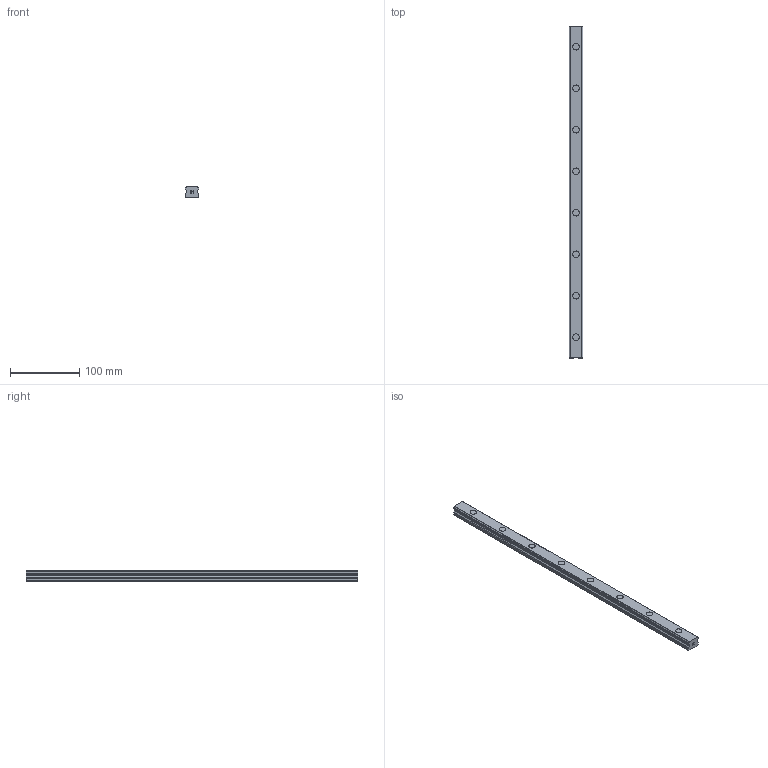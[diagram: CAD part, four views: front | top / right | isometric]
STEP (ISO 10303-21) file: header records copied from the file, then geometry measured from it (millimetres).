
FILE_DESCRIPTION(('STEP AP214'),'1');
FILE_NAME('cctmp_9E90581D-8E6F-4A54-9D8D-6B3D2DC3F255_2021_02_04_10_45_21_0745..stp','2021-02-04T09:45:21',('HIWIN GmbH'),('CADClick - www.CADClick.com'),'Spatial InterOp 3D',' ','unknown authorization');
FILE_SCHEMA(('AUTOMOTIVE_DESIGN'));
Length unit declared in the file: millimetre
Products named in the file (1): EGR20R480C_FILE
Bounding box: 20 x 480 x 15.5 mm (x, y, z)
Volume: 128809.3 mm3; surface area: 38851.3 mm2
Topology: 1 solids, 1 shells, 199 faces, 499 edges, 322 vertices
Faces by surface type: plane 133, cylinder 66
Entity records: 7557 total; most frequent: DIRECTION 1063, CARTESIAN_POINT 1021, ORIENTED_EDGE 998, EDGE_CURVE 499, AXIS2_PLACEMENT_3D 364, LINE 335, VECTOR 335, VERTEX_POINT 322
